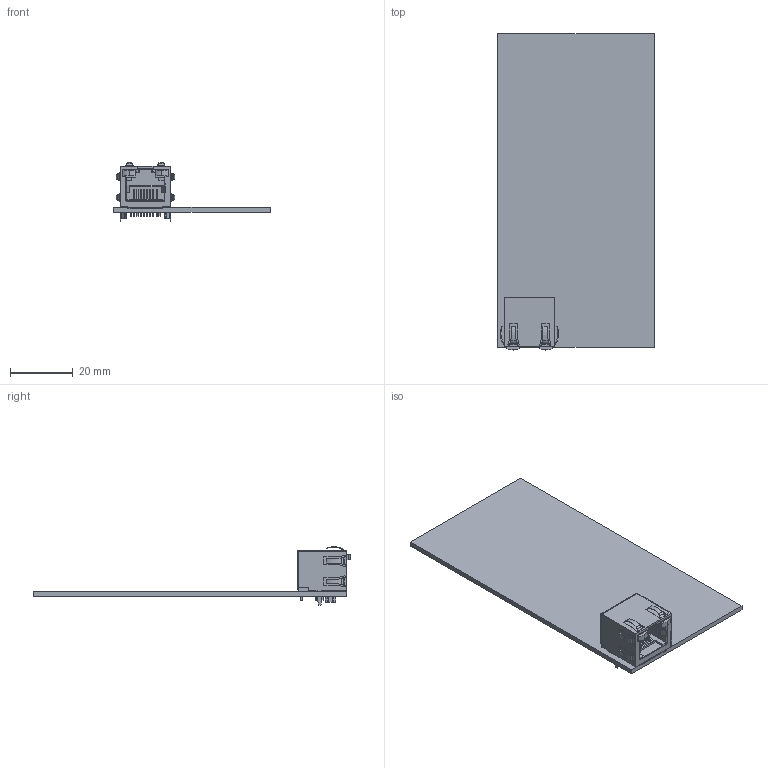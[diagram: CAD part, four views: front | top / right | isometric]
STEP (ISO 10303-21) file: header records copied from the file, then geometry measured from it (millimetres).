
FILE_DESCRIPTION(('FreeCAD Model'),'2;1');
FILE_NAME('Open CASCADE Shape Model','2023-04-04T11:42:16',(''),(''), 'Open CASCADE STEP processor 7.6','FreeCAD','Unknown');
FILE_SCHEMA(('AUTOMOTIVE_DESIGN { 1 0 10303 214 1 1 1 1 }'));
Length unit declared in the file: millimetre
Products named in the file (3): PCB_Control_v2; ETH1_001; PCB_Main50x1001_001
Assembly tree (2 placements, depth 2):
  PCB_Control_v2
    ETH1_001
    PCB_Main50x1001_001
Bounding box: 50 x 100.97 x 18.7 mm (x, y, z)
Volume: 10203.6 mm3; surface area: 13917.4 mm2
Topology: 2 solids, 2 shells, 446 faces, 1244 edges, 818 vertices
Faces by surface type: plane 358, cylinder 88
Entity records: 17746 total; most frequent: CARTESIAN_POINT 3301, ORIENTED_EDGE 2488, DIRECTION 2092, EDGE_CURVE 1244, LINE 998, VECTOR 998, VERTEX_POINT 818, AXIS2_PLACEMENT_3D 547
